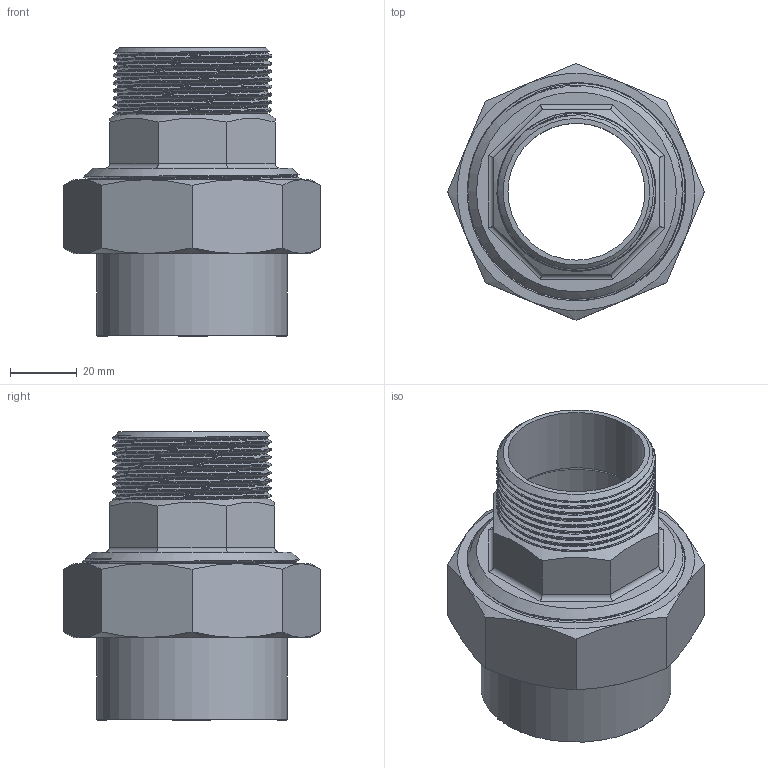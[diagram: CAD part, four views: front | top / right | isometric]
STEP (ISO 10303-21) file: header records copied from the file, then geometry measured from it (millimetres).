
FILE_DESCRIPTION(/* description */ ('STEP AP203'),/* implementation_level */ '2;1');
FILE_NAME(/* name */ 'AF0621.050.050_5.step',/* time_stamp */ '2025-12-18T15:45:24+01:00',/* author */ (''),/* organization */ (''),/* preprocessor_version */ 'ST-DEVELOPER v20.1',/* originating_system */ 'Autodesk Translation Framework v14.21.0.0',/* authorisation */ '');
FILE_SCHEMA (('AUTOMOTIVE_DESIGN { 1 0 10303 214 3 1 1 }'));
Length unit declared in the file: millimetre
Products named in the file (4): 2025-12-16-08-59-30-692; 2025-12-16-12-03-11-638; 2025-12-16-12-03-14-512; 2025-12-16-13-42-27-359
Assembly tree (3 placements, depth 2):
  2025-12-16-08-59-30-692
    2025-12-16-12-03-11-638
    2025-12-16-12-03-14-512
    2025-12-16-13-42-27-359
Bounding box: 76.85 x 76.85 x 86.47 mm (x, y, z)
Volume: 78086.3 mm3; surface area: 53048.1 mm2
Topology: 4 solids, 4 shells, 929 faces, 2628 edges, 1741 vertices
Faces by surface type: plane 828, cylinder 47, bspline 27, cone 24, torus 3
Full cylindrical faces by diameter (mm): 1.377 x1, 1.836 x1, 41 x1, 42 x1, 44.8 x1, 44.845 x8, 52 x1, 57 x1, 58.653 x1, 62.4 x1, 62.752 x3, 62.906 x1, 63.072 x2, 65.71 x6
Entity records: 40041 total; most frequent: CARTESIAN_POINT 16170, ORIENTED_EDGE 5252, DIRECTION 4369, EDGE_CURVE 2626, LINE 2377, VECTOR 2377, VERTEX_POINT 1740, AXIS2_PLACEMENT_3D 996
